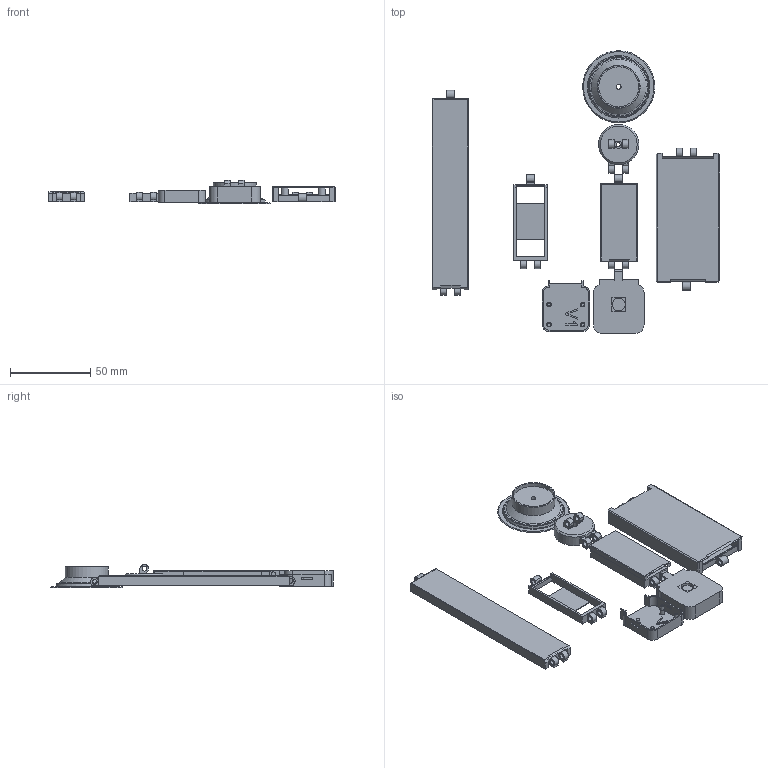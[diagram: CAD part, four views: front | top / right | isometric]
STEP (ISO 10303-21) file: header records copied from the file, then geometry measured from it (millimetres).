
FILE_DESCRIPTION(/* description */ (''),/* implementation_level */ '2;1');
FILE_NAME(/* name */ 'abe80703-a9af-49ef-bac7-958007cd9fd5.stp',/* time_stamp */ '2017-09-16T22:57:10+00:00',/* author */ (''),/* organization */ (''),/* preprocessor_version */ 'ST-DEVELOPER v16.13',/* originating_system */ 'Autodesk Translation Framework v6.1.1.50',/* authorisation */ '');
FILE_SCHEMA (('AUTOMOTIVE_DESIGN { 1 0 10303 214 3 1 1 }'));
Length unit declared in the file: millimetre
Products named in the file (3): Standard RPi Camera Pivotable v134; Camera Holder; RPiCam-v2 v2
Assembly tree (2 placements, depth 2):
  Standard RPi Camera Pivotable v134
    Camera Holder
    RPiCam-v2 v2
Bounding box: 179.28 x 176.25 x 14.39 mm (x, y, z)
Volume: 35311.8 mm3; surface area: 58707.8 mm2
Topology: 12 solids, 12 shells, 639 faces, 1701 edges, 1125 vertices
Faces by surface type: plane 467, cylinder 127, bspline 39, cone 6
Full cylindrical faces by diameter (mm): 2.05 x8, 2.5 x5, 2.8 x8, 3 x18, 3.5 x4, 4.5 x1, 5.5 x1, 8 x1, 25 x2, 26.8 x1
Entity records: 20186 total; most frequent: CARTESIAN_POINT 4252, ORIENTED_EDGE 3288, DIRECTION 3072, EDGE_CURVE 1644, LINE 1280, VECTOR 1280, VERTEX_POINT 1123, AXIS2_PLACEMENT_3D 896
